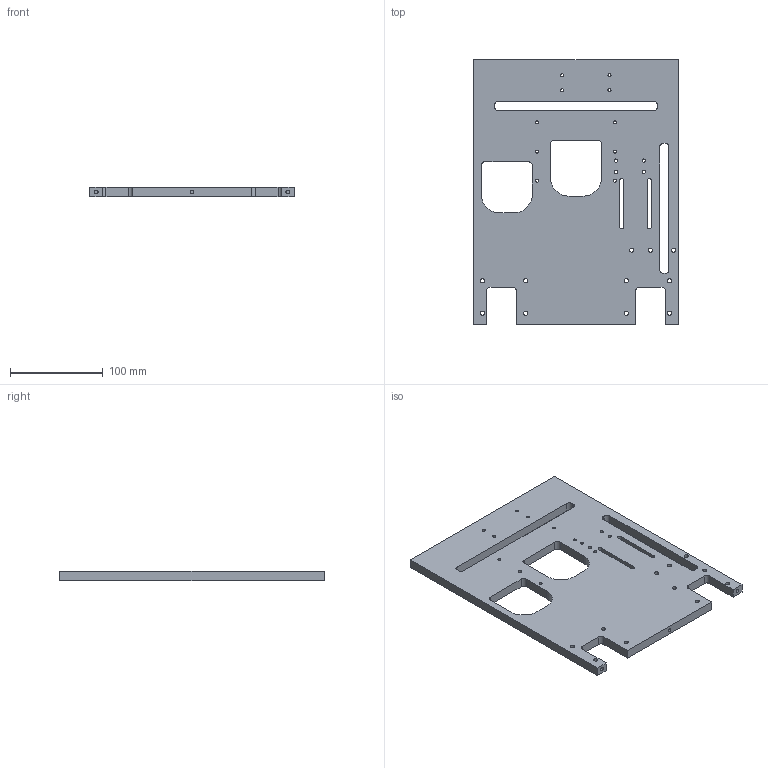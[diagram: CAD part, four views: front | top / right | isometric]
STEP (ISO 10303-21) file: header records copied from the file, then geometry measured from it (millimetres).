
FILE_DESCRIPTION (( 'STEP AP203' ), '1' );
FILE_NAME ('2018_front_wall.STEP', '2017-10-11T14:35:38', ( '' ), ( '' ), 'SwSTEP 2.0', 'SolidWorks 2016', '' );
FILE_SCHEMA (( 'CONFIG_CONTROL_DESIGN' ));
Length unit declared in the file: millimetre
Products named in the file (1): 2018_front_wall
Bounding box: 220 x 285 x 10 mm (x, y, z)
Volume: 502464.7 mm3; surface area: 128432.3 mm2
Topology: 1 solids, 1 shells, 117 faces, 336 edges, 224 vertices
Faces by surface type: cylinder 80, plane 37
Entity records: 4111 total; most frequent: DIRECTION 732, CARTESIAN_POINT 678, ORIENTED_EDGE 672, EDGE_CURVE 336, AXIS2_PLACEMENT_3D 278, VERTEX_POINT 224, EDGE_LOOP 182, VECTOR 176
